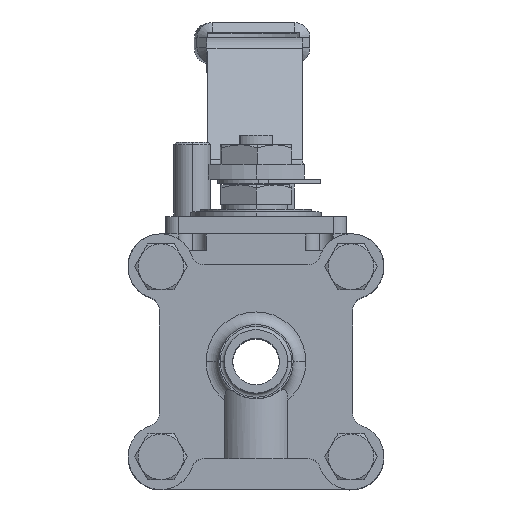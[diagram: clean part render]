
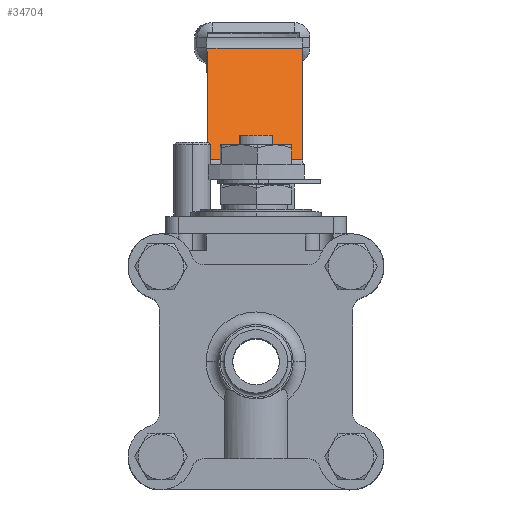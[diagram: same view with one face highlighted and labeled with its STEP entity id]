
A CAD part, top view. The second image highlights one B-rep face of the part: STEP entity #34704.
In plain terms, the highlighted planar face has unit normal (0.006, 0.657, 0.754).
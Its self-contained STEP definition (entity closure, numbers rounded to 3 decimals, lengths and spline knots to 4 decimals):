
#2476 = PLANE ( 'NONE',  #35624 ) ;
#2629 = VERTEX_POINT ( 'NONE', #14750 ) ;
#3277 = EDGE_LOOP ( 'NONE', ( #15236, #15594, #51229, #15131 ) ) ;
#5578 = DIRECTION ( 'NONE',  ( 0.005, -0.754, 0.657 ) ) ;
#6510 = CARTESIAN_POINT ( 'NONE',  ( 0.3699, 1.5972, -0.6487 ) ) ;
#7091 = DIRECTION ( 'NONE',  ( -0.006, -0.657, -0.754 ) ) ;
#7601 = CARTESIAN_POINT ( 'NONE',  ( 0.3639, 2.4743, -1.4135 ) ) ;
#11147 = CARTESIAN_POINT ( 'NONE',  ( -0.3798, 1.5562, -0.607 ) ) ;
#14750 = CARTESIAN_POINT ( 'NONE',  ( -0.3801, 1.5972, -0.6428 ) ) ;
#15131 = ORIENTED_EDGE ( 'NONE', *, *, #47874, .T. ) ;
#15216 = CARTESIAN_POINT ( 'NONE',  ( 0.3639, 2.4743, -1.4135 ) ) ;
#15236 = ORIENTED_EDGE ( 'NONE', *, *, #42499, .T. ) ;
#15594 = ORIENTED_EDGE ( 'NONE', *, *, #59015, .T. ) ;
#21737 = VECTOR ( 'NONE', #5578, 39.3701 ) ;
#21987 = LINE ( 'NONE', #58867, #46273 ) ;
#25758 = VERTEX_POINT ( 'NONE', #56015 ) ;
#27464 = VECTOR ( 'NONE', #42570, 39.3701 ) ;
#28357 = CARTESIAN_POINT ( 'NONE',  ( 0.3702, 1.5562, -0.6129 ) ) ;
#28447 = VERTEX_POINT ( 'NONE', #7601 ) ;
#29310 = VERTEX_POINT ( 'NONE', #6510 ) ;
#30048 = LINE ( 'NONE', #11147, #52967 ) ;
#31402 = DIRECTION ( 'NONE',  ( 1., 0., -0.008 ) ) ;
#34492 = CARTESIAN_POINT ( 'NONE',  ( 0.3702, 1.5562, -0.6129 ) ) ;
#34704 = ADVANCED_FACE ( 'NONE', ( #36211 ), #2476, .F. ) ;
#35624 = AXIS2_PLACEMENT_3D ( 'NONE', #34492, #7091, #39068 ) ;
#36211 = FACE_OUTER_BOUND ( 'NONE', #3277, .T. ) ;
#37502 = EDGE_CURVE ( 'NONE', #28447, #29310, #46038, .T. ) ;
#38218 = LINE ( 'NONE', #15216, #27464 ) ;
#39068 = DIRECTION ( 'NONE',  ( -0.005, 0.754, -0.657 ) ) ;
#42499 = EDGE_CURVE ( 'NONE', #25758, #2629, #30048, .T. ) ;
#42570 = DIRECTION ( 'NONE',  ( -1., 0., 0.008 ) ) ;
#46038 = LINE ( 'NONE', #28357, #21737 ) ;
#46273 = VECTOR ( 'NONE', #31402, 39.3701 ) ;
#47753 = DIRECTION ( 'NONE',  ( 0.005, -0.754, 0.657 ) ) ;
#47874 = EDGE_CURVE ( 'NONE', #28447, #25758, #38218, .T. ) ;
#51229 = ORIENTED_EDGE ( 'NONE', *, *, #37502, .F. ) ;
#52967 = VECTOR ( 'NONE', #47753, 39.3701 ) ;
#56015 = CARTESIAN_POINT ( 'NONE',  ( -0.3861, 2.4743, -1.4075 ) ) ;
#58867 = CARTESIAN_POINT ( 'NONE',  ( 0.3699, 1.5972, -0.6487 ) ) ;
#59015 = EDGE_CURVE ( 'NONE', #2629, #29310, #21987, .T. ) ;
